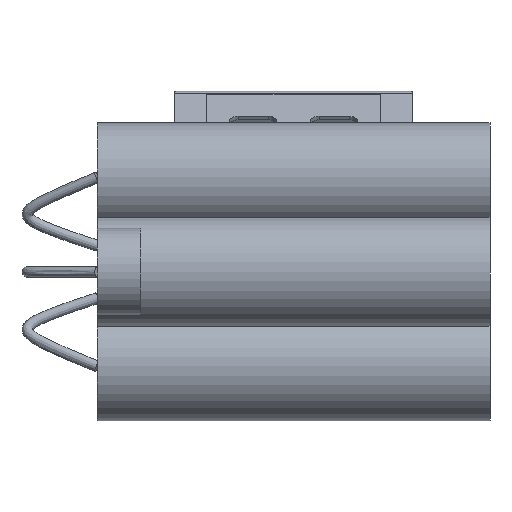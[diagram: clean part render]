
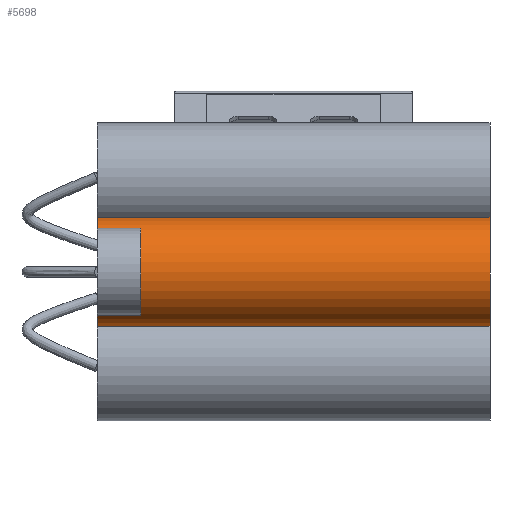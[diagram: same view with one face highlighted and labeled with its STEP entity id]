
A CAD part, left-side view. The second image highlights one B-rep face of the part: STEP entity #5698.
In plain terms, the highlighted cylindrical face has radius 25 mm (diameter 50 mm), a partial arc.
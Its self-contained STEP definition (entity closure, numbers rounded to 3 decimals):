
#565=FACE_OUTER_BOUND('',#923,.T.);
#923=EDGE_LOOP('',(#4227,#4228,#4229,#4230,#4231,#4232,#4233,#4234));
#1304=LINE('',#8751,#1807);
#1324=LINE('',#8842,#1827);
#1326=LINE('',#8849,#1829);
#1333=LINE('',#8869,#1836);
#1352=LINE('',#8997,#1855);
#1354=LINE('',#9014,#1857);
#1807=VECTOR('',#6911,10.);
#1827=VECTOR('',#7035,10.);
#1829=VECTOR('',#7043,10.);
#1836=VECTOR('',#7074,10.);
#1855=VECTOR('',#7255,10.);
#1857=VECTOR('',#7287,10.);
#2399=CIRCLE('',#6303,25.);
#2400=CIRCLE('',#6304,25.);
#2604=VERTEX_POINT('',#8722);
#2606=VERTEX_POINT('',#8728);
#2610=VERTEX_POINT('',#8749);
#2612=VERTEX_POINT('',#8755);
#2620=VERTEX_POINT('',#8797);
#2622=VERTEX_POINT('',#8803);
#2627=VERTEX_POINT('',#8827);
#2631=VERTEX_POINT('',#8848);
#3123=EDGE_CURVE('',#2610,#2606,#1304,.T.);
#3175=EDGE_CURVE('',#2622,#2627,#1324,.T.);
#3178=EDGE_CURVE('',#2620,#2631,#1326,.T.);
#3191=EDGE_CURVE('',#2612,#2604,#1333,.T.);
#3250=EDGE_CURVE('',#2606,#2620,#1352,.T.);
#3256=EDGE_CURVE('',#2612,#2610,#2399,.T.);
#3257=EDGE_CURVE('',#2604,#2622,#1354,.T.);
#3258=EDGE_CURVE('',#2631,#2627,#2400,.T.);
#4227=ORIENTED_EDGE('',*,*,#3123,.F.);
#4228=ORIENTED_EDGE('',*,*,#3256,.F.);
#4229=ORIENTED_EDGE('',*,*,#3191,.T.);
#4230=ORIENTED_EDGE('',*,*,#3257,.T.);
#4231=ORIENTED_EDGE('',*,*,#3175,.T.);
#4232=ORIENTED_EDGE('',*,*,#3258,.F.);
#4233=ORIENTED_EDGE('',*,*,#3178,.F.);
#4234=ORIENTED_EDGE('',*,*,#3250,.F.);
#5510=CYLINDRICAL_SURFACE('',#6302,25.);
#5698=ADVANCED_FACE('',(#565),#5510,.T.);
#6302=AXIS2_PLACEMENT_3D('',#9012,#7283,#7284);
#6303=AXIS2_PLACEMENT_3D('',#9013,#7285,#7286);
#6304=AXIS2_PLACEMENT_3D('',#9015,#7288,#7289);
#6911=DIRECTION('',(0.,1.,0.));
#7035=DIRECTION('',(0.,1.,0.));
#7043=DIRECTION('',(0.,1.,0.));
#7074=DIRECTION('',(0.,1.,0.));
#7255=DIRECTION('',(0.,1.,0.));
#7283=DIRECTION('center_axis',(0.,1.,0.));
#7284=DIRECTION('ref_axis',(-1.,0.,0.));
#7285=DIRECTION('center_axis',(0.,-1.,0.));
#7286=DIRECTION('ref_axis',(0.866,0.,0.5));
#7287=DIRECTION('',(0.,1.,0.));
#7288=DIRECTION('center_axis',(0.,1.,0.));
#7289=DIRECTION('ref_axis',(0.866,0.,0.5));
#8722=CARTESIAN_POINT('',(-82.009,-70.,49.742));
#8728=CARTESIAN_POINT('',(-82.009,-70.,6.44));
#8749=CARTESIAN_POINT('',(-82.009,-90.,6.44));
#8751=CARTESIAN_POINT('',(-82.009,0.,6.44));
#8755=CARTESIAN_POINT('',(-82.009,-90.,49.742));
#8797=CARTESIAN_POINT('',(-82.009,80.,6.44));
#8803=CARTESIAN_POINT('',(-82.009,80.,49.742));
#8827=CARTESIAN_POINT('',(-82.009,90.,49.742));
#8842=CARTESIAN_POINT('',(-82.009,0.,49.742));
#8848=CARTESIAN_POINT('',(-82.009,90.,6.44));
#8849=CARTESIAN_POINT('',(-82.009,0.,6.44));
#8869=CARTESIAN_POINT('',(-82.009,0.,49.742));
#8997=CARTESIAN_POINT('',(-82.009,0.,6.44));
#9012=CARTESIAN_POINT('Origin',(-94.509,0.,28.091));
#9013=CARTESIAN_POINT('Origin',(-94.509,-90.,28.091));
#9014=CARTESIAN_POINT('',(-82.009,0.,49.742));
#9015=CARTESIAN_POINT('Origin',(-94.509,90.,28.091));
